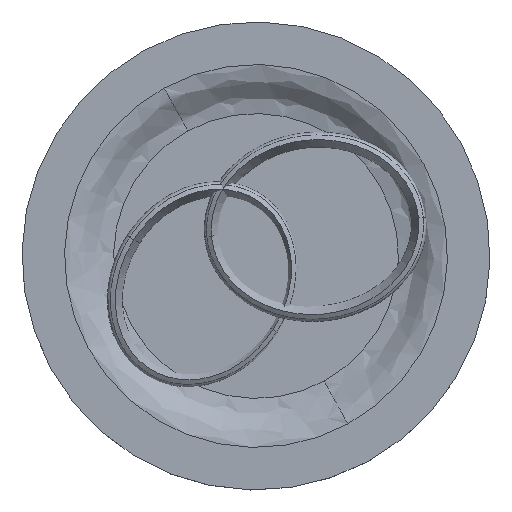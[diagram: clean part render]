
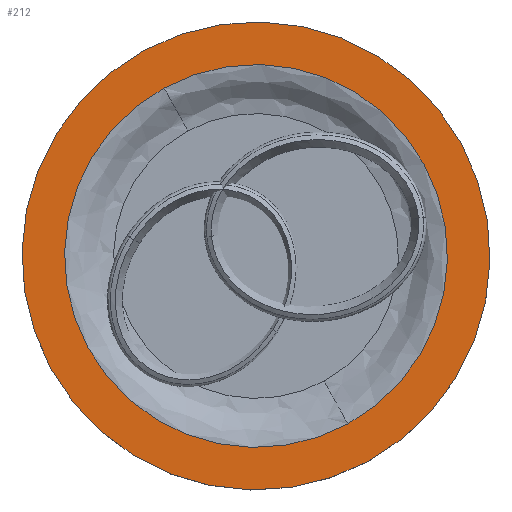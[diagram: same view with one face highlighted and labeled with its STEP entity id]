
A CAD part, top view. The second image highlights one B-rep face of the part: STEP entity #212.
In plain terms, the highlighted planar face has unit normal (0, 0, 1).
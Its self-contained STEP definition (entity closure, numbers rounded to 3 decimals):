
#63=CARTESIAN_POINT('Vertex',(33.488,-61.299,12.7)) ;
#66=CARTESIAN_POINT('Axis2P3D Location',(0.,0.,12.7)) ;
#70=CARTESIAN_POINT('Vertex',(-33.488,61.299,12.7)) ;
#92=CARTESIAN_POINT('Axis2P3D Location',(0.,0.,12.7)) ;
#127=CARTESIAN_POINT('Vertex',(27.399,-50.154,12.7)) ;
#146=CARTESIAN_POINT('Vertex',(-27.399,50.154,12.7)) ;
#149=CARTESIAN_POINT('Axis2P3D Location',(0.,0.,12.7)) ;
#177=CARTESIAN_POINT('Axis2P3D Location',(0.,0.,12.7)) ;
#199=CARTESIAN_POINT('Axis2P3D Location',(0.,69.85,12.7)) ;
#67=DIRECTION('Axis2P3D Direction',(0.,0.,1.)) ;
#93=DIRECTION('Axis2P3D Direction',(0.,0.,1.)) ;
#150=DIRECTION('Axis2P3D Direction',(0.,0.,1.)) ;
#178=DIRECTION('Axis2P3D Direction',(0.,0.,1.)) ;
#200=DIRECTION('Axis2P3D Direction',(0.,0.,1.)) ;
#201=DIRECTION('Axis2P3D XDirection',(0.5,0.,0.)) ;
#68=AXIS2_PLACEMENT_3D('Circle Axis2P3D',#66,#67,$) ;
#94=AXIS2_PLACEMENT_3D('Circle Axis2P3D',#92,#93,$) ;
#151=AXIS2_PLACEMENT_3D('Circle Axis2P3D',#149,#150,$) ;
#179=AXIS2_PLACEMENT_3D('Circle Axis2P3D',#177,#178,$) ;
#202=AXIS2_PLACEMENT_3D('Plane Axis2P3D',#199,#200,#201) ;
#205=ORIENTED_EDGE('',*,*,#96,.T.) ;
#206=ORIENTED_EDGE('',*,*,#72,.T.) ;
#209=ORIENTED_EDGE('',*,*,#153,.F.) ;
#210=ORIENTED_EDGE('',*,*,#181,.F.) ;
#211=FACE_BOUND('',#208,.T.) ;
#212=ADVANCED_FACE('',(#207,#211),#203,.T.) ;
#69=CIRCLE('generated circle',#68,69.85) ;
#95=CIRCLE('generated circle',#94,69.85) ;
#152=CIRCLE('generated circle',#151,57.15) ;
#180=CIRCLE('generated circle',#179,57.15) ;
#72=EDGE_CURVE('',#71,#64,#69,.T.) ;
#96=EDGE_CURVE('',#64,#71,#95,.T.) ;
#153=EDGE_CURVE('',#147,#128,#152,.T.) ;
#181=EDGE_CURVE('',#128,#147,#180,.T.) ;
#204=EDGE_LOOP('',(#205,#206)) ;
#208=EDGE_LOOP('',(#209,#210)) ;
#207=FACE_OUTER_BOUND('',#204,.T.) ;
#203=PLANE('Plane',#202) ;
#64=VERTEX_POINT('',#63) ;
#71=VERTEX_POINT('',#70) ;
#128=VERTEX_POINT('',#127) ;
#147=VERTEX_POINT('',#146) ;
